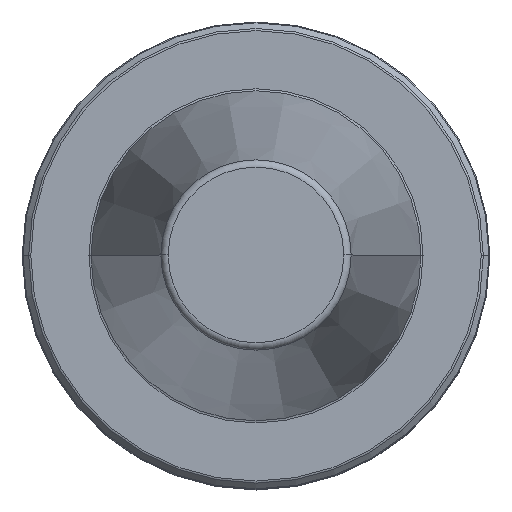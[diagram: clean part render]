
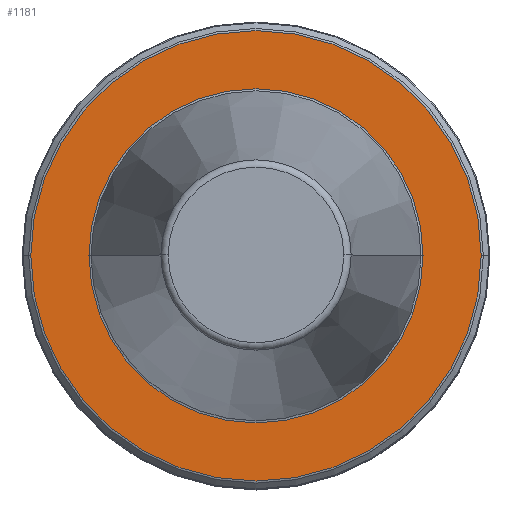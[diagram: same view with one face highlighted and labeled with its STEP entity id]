
A CAD part, top view. The second image highlights one B-rep face of the part: STEP entity #1181.
In plain terms, the highlighted planar face has unit normal (0, 0, 1).
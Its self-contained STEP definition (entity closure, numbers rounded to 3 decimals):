
#40 = VERTEX_POINT ( 'NONE', #625 ) ;
#97 = EDGE_CURVE ( 'NONE', #171, #40, #604, .T. ) ;
#124 = CARTESIAN_POINT ( 'NONE',  ( -30.334, 0., -2. ) ) ;
#156 = CARTESIAN_POINT ( 'NONE',  ( 0., 0., -2. ) ) ;
#168 = DIRECTION ( 'NONE',  ( 0., 0., -1. ) ) ;
#169 = FACE_OUTER_BOUND ( 'NONE', #964, .T. ) ;
#171 = VERTEX_POINT ( 'NONE', #904 ) ;
#236 = PLANE ( 'NONE',  #520 ) ;
#250 = DIRECTION ( 'NONE',  ( -1., 0., 0. ) ) ;
#323 = CARTESIAN_POINT ( 'NONE',  ( 30.334, 0., -2. ) ) ;
#337 = DIRECTION ( 'NONE',  ( 0., 0., -1. ) ) ;
#351 = DIRECTION ( 'NONE',  ( -1., 0., 0. ) ) ;
#424 = CIRCLE ( 'NONE', #1072, 22.5 ) ;
#519 = VERTEX_POINT ( 'NONE', #323 ) ;
#520 = AXIS2_PLACEMENT_3D ( 'NONE', #771, #337, #755 ) ;
#564 = EDGE_CURVE ( 'NONE', #519, #1058, #862, .T. ) ;
#569 = DIRECTION ( 'NONE',  ( 0., 0., -1. ) ) ;
#604 = CIRCLE ( 'NONE', #1132, 22.5 ) ;
#617 = ORIENTED_EDGE ( 'NONE', *, *, #1009, .T. ) ;
#625 = CARTESIAN_POINT ( 'NONE',  ( 22.5, 0., -2. ) ) ;
#630 = DIRECTION ( 'NONE',  ( -1., 0., 0. ) ) ;
#721 = DIRECTION ( 'NONE',  ( 0., 0., -1. ) ) ;
#730 = CARTESIAN_POINT ( 'NONE',  ( 0., 0., -2. ) ) ;
#755 = DIRECTION ( 'NONE',  ( -1., 0., 0. ) ) ;
#758 = AXIS2_PLACEMENT_3D ( 'NONE', #730, #168, #351 ) ;
#771 = CARTESIAN_POINT ( 'NONE',  ( 0., 0., -2. ) ) ;
#826 = ORIENTED_EDGE ( 'NONE', *, *, #564, .F. ) ;
#832 = DIRECTION ( 'NONE',  ( 0., 0., -1. ) ) ;
#836 = EDGE_CURVE ( 'NONE', #1058, #519, #921, .T. ) ;
#862 = CIRCLE ( 'NONE', #1036, 30.334 ) ;
#904 = CARTESIAN_POINT ( 'NONE',  ( -22.5, 0., -2. ) ) ;
#921 = CIRCLE ( 'NONE', #758, 30.334 ) ;
#950 = CARTESIAN_POINT ( 'NONE',  ( 0., 0., -2. ) ) ;
#964 = EDGE_LOOP ( 'NONE', ( #1159, #826 ) ) ;
#1009 = EDGE_CURVE ( 'NONE', #40, #171, #424, .T. ) ;
#1031 = FACE_BOUND ( 'NONE', #1189, .T. ) ;
#1036 = AXIS2_PLACEMENT_3D ( 'NONE', #156, #721, #630 ) ;
#1058 = VERTEX_POINT ( 'NONE', #124 ) ;
#1072 = AXIS2_PLACEMENT_3D ( 'NONE', #950, #832, #250 ) ;
#1127 = DIRECTION ( 'NONE',  ( -1., 0., 0. ) ) ;
#1132 = AXIS2_PLACEMENT_3D ( 'NONE', #1177, #569, #1127 ) ;
#1145 = ORIENTED_EDGE ( 'NONE', *, *, #97, .T. ) ;
#1159 = ORIENTED_EDGE ( 'NONE', *, *, #836, .F. ) ;
#1177 = CARTESIAN_POINT ( 'NONE',  ( 0., 0., -2. ) ) ;
#1181 = ADVANCED_FACE ( 'NONE', ( #169, #1031 ), #236, .F. ) ;
#1189 = EDGE_LOOP ( 'NONE', ( #1145, #617 ) ) ;
